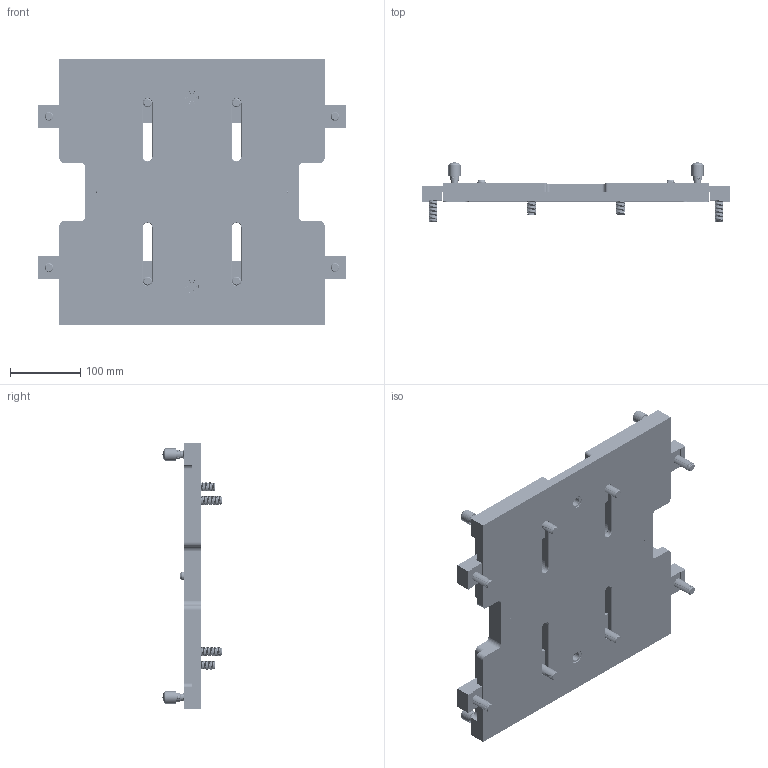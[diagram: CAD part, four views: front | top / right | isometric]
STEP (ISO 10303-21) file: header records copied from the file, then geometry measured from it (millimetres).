
FILE_DESCRIPTION (( 'STEP AP214' ), '1' );
FILE_NAME ('46500.STEP', '2018-08-29T18:26:47', ( 'Mike W' ), ( '' ), 'SwSTEP 2.0', 'SolidWorks 2017', '' );
FILE_SCHEMA (( 'AUTOMOTIVE_DESIGN' ));
Length unit declared in the file: inch
Products named in the file (14): 45055_45055; 22810_22810; 453011_453011; 453010_453010; 46500_Bare_465001 with Inserts; 465005_465005; 450701_450701; 465001_465001; 46500; 465201_465201; 8321 SHCS_8321 SHCS; 1213112 SHCS_1213112 SHCS; 1213114 SHCS_1213114 SHCS; 11500 DD
Assembly tree (42 placements, depth 3):
  46500
    46500_Bare_465001 with Inserts
      465001_465001
      450701_450701  x4
      465005_465005  x8
    453010_453010
    453011_453011
    22810_22810  x4
    45055_45055  x4
    11500 DD  x4
    1213114 SHCS_1213114 SHCS  x4
    1213112 SHCS_1213112 SHCS  x4
    8321 SHCS_8321 SHCS  x2
    465201_465201  x4
Bounding box: 438.4 x 84.45 x 378.46 mm (x, y, z)
Volume: 3257131 mm3; surface area: 450582 mm2
Topology: 37 solids, 69 shells, 2384 faces, 6382 edges, 4128 vertices
Faces by surface type: cylinder 1396, plane 448, cone 332, bspline 120, torus 64, sphere 24
Entity records: 42906 total; most frequent: CARTESIAN_POINT 22216, ORIENTED_EDGE 4282, DIRECTION 3664, EDGE_CURVE 2157, AXIS2_PLACEMENT_3D 1381, VERTEX_POINT 1379, EDGE_LOOP 908, LINE 902
